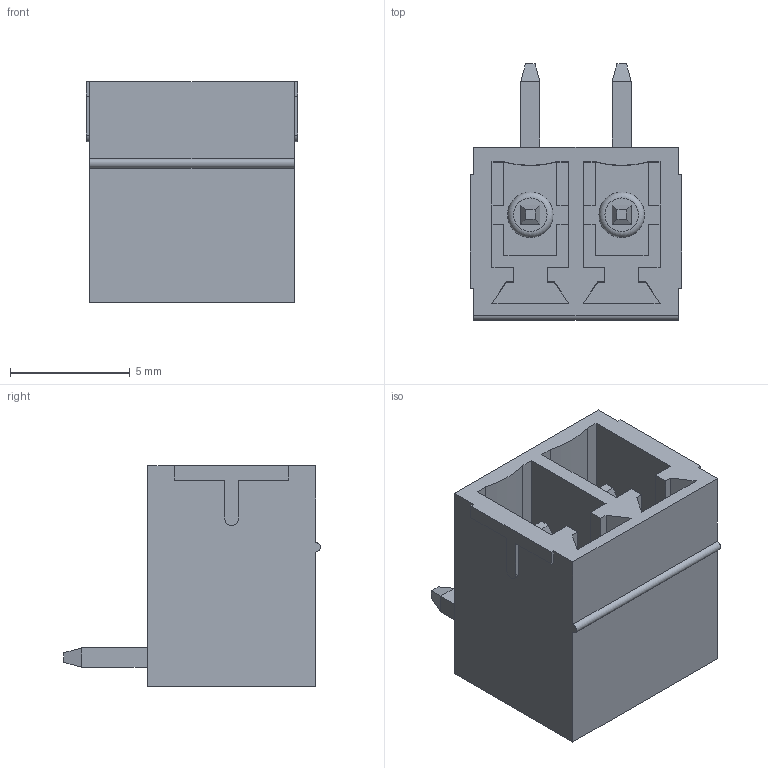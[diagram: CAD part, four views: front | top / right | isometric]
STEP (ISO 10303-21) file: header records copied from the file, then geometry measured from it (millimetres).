
FILE_DESCRIPTION( ( 'Unknown' ), '1' );
FILE_NAME( '691322310002.stp', 'Unknown', ( 'Unknown' ), ( 'Unknown' ), 'PSStep 14.0', 'Unknown', ' ' );
FILE_SCHEMA( ( 'AUTOMOTIVE_DESIGN { 1 0 10303 214 1 1 1 1 }' ) );
Length unit declared in the file: millimetre
Products named in the file (3): Assem1; 691321300002; 6913213000xx_PIN
Assembly tree (3 placements, depth 2):
  Assem1
    691321300002
    6913213000xx_PIN  x2
Bounding box: 8.81 x 10.7 x 9.2 mm (x, y, z)
Volume: 302.1 mm3; surface area: 889.8 mm2
Topology: 3 solids, 3 shells, 144 faces, 388 edges, 252 vertices
Faces by surface type: plane 131, cylinder 11, torus 2
Full cylindrical faces by diameter (mm): 1.9 x2
Entity records: 5019 total; most frequent: CARTESIAN_POINT 704, ORIENTED_EDGE 690, DIRECTION 629, EDGE_CURVE 345, LINE 323, VECTOR 323, VERTEX_POINT 228, AXIS2_PLACEMENT_3D 153
